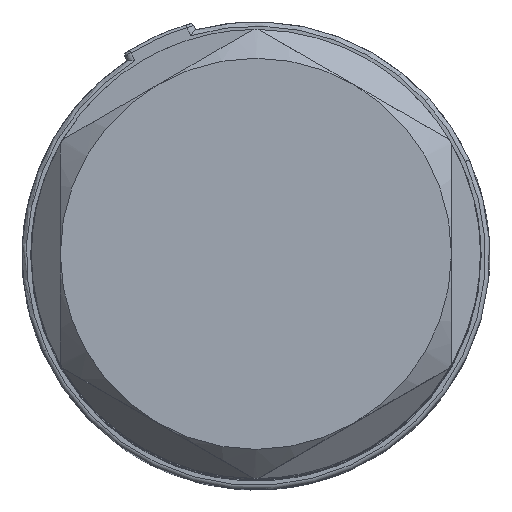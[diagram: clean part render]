
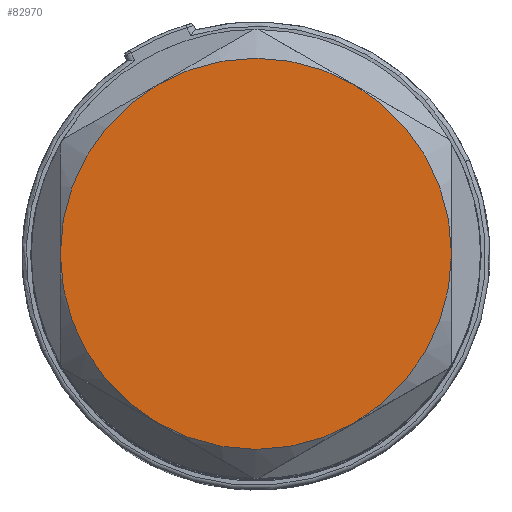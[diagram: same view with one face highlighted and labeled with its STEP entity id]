
A CAD part, top view. The second image highlights one B-rep face of the part: STEP entity #82970.
In plain terms, the highlighted planar face has unit normal (0, 0, 1).
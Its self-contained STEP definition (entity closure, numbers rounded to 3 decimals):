
#81570=CARTESIAN_POINT('',(93.25,288.309,142.9));
#81580=VERTEX_POINT('',#81570);
#82560=CARTESIAN_POINT('',(86.5,300.,142.9));
#82570=VERTEX_POINT('',#82560);
#82600=CARTESIAN_POINT('',(100.,300.,142.9));
#82610=DIRECTION('',(0.,0.,-1.));
#82620=DIRECTION('',(-0.5,0.866,0.));
#82630=AXIS2_PLACEMENT_3D('',#82600,#82610,#82620);
#82640=CIRCLE('',#82630,13.5);
#82650=EDGE_CURVE('',#81580,#82570,#82640,.T.);
#82710=CARTESIAN_POINT('',(97.565,289.76,142.9));
#82720=DIRECTION('',(0.,0.,-1.));
#82730=DIRECTION('',(-1.,0.,0.));
#82740=AXIS2_PLACEMENT_3D('',#82710,#82720,#82730);
#82750=PLANE('',#82740);
#82760=CARTESIAN_POINT('',(113.5,300.,142.9));
#82770=VERTEX_POINT('',#82760);
#82780=CARTESIAN_POINT('',(106.75,288.309,142.9));
#82790=VERTEX_POINT('',#82780);
#82800=EDGE_CURVE('',#82770,#82790,#82640,.T.);
#82810=ORIENTED_EDGE('',*,*,#82800,.F.);
#82820=EDGE_CURVE('',#82790,#81580,#82640,.T.);
#82830=ORIENTED_EDGE('',*,*,#82820,.F.);
#82840=ORIENTED_EDGE('',*,*,#82650,.F.);
#82850=CARTESIAN_POINT('',(93.25,311.691,142.9));
#82860=VERTEX_POINT('',#82850);
#82870=EDGE_CURVE('',#82570,#82860,#82640,.T.);
#82880=ORIENTED_EDGE('',*,*,#82870,.F.);
#82890=CARTESIAN_POINT('',(106.75,311.691,142.9));
#82900=VERTEX_POINT('',#82890);
#82910=EDGE_CURVE('',#82860,#82900,#82640,.T.);
#82920=ORIENTED_EDGE('',*,*,#82910,.F.);
#82930=EDGE_CURVE('',#82900,#82770,#82640,.T.);
#82940=ORIENTED_EDGE('',*,*,#82930,.F.);
#82950=EDGE_LOOP('',(#82940,#82920,#82880,#82840,#82830,#82810));
#82960=FACE_OUTER_BOUND('',#82950,.T.);
#82970=ADVANCED_FACE('',(#82960),#82750,.F.);
